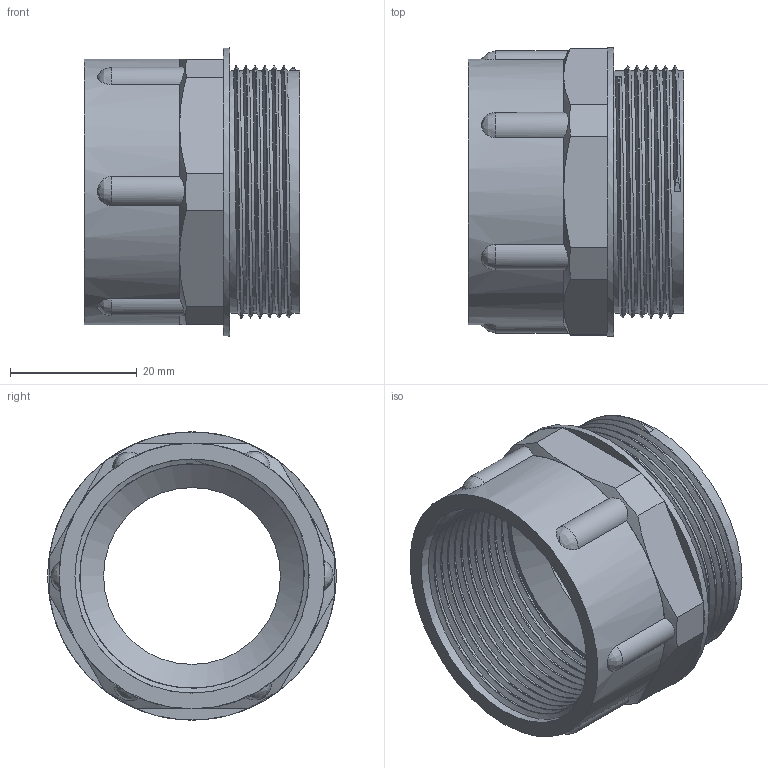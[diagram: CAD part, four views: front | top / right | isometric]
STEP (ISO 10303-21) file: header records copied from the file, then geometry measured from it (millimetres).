
FILE_DESCRIPTION(/* description */ ('Adapter sechskant M 40x1,5 / PG 29'),/* implementation_level */ '2;1');
FILE_NAME(/* name */ '11074029-RST.stp',/* time_stamp */ '2020-05-12T11:16:27+02:00',/* author */ ('sl'),/* organization */ (''),/* preprocessor_version */ 'ST-DEVELOPER v16.5',/* originating_system */ 'Autodesk Inventor 2017',/* authorisation */ '');
FILE_SCHEMA (('AUTOMOTIVE_DESIGN { 1 0 10303 214 3 1 1 }'));
Length unit declared in the file: millimetre
Products named in the file (1): 11074029
Bounding box: 34 x 45.53 x 45.53 mm (x, y, z)
Volume: 14763.4 mm3; surface area: 11697.3 mm2
Topology: 1 solids, 1 shells, 90 faces, 236 edges, 144 vertices
Faces by surface type: plane 38, cylinder 34, bspline 10, cone 7, torus 1
Full cylindrical faces by diameter (mm): 27.93 x1, 32.71 x1, 36.982 x12, 38.338 x6, 41.97 x1, 45.53 x1
Entity records: 6290 total; most frequent: CARTESIAN_POINT 4746, ORIENTED_EDGE 328, DIRECTION 285, EDGE_CURVE 164, AXIS2_PLACEMENT_3D 120, VERTEX_POINT 104, EDGE_LOOP 86, FACE_OUTER_BOUND 73
